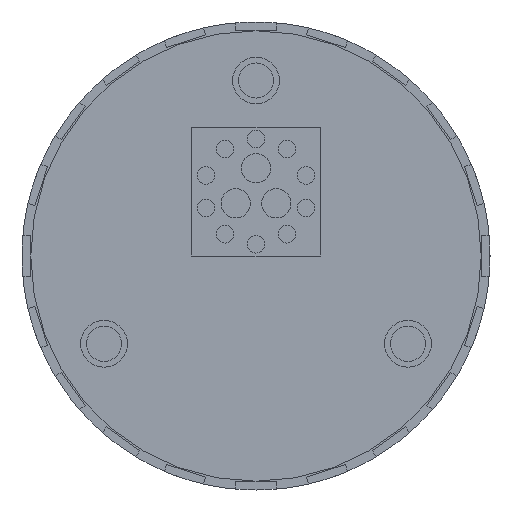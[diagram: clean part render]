
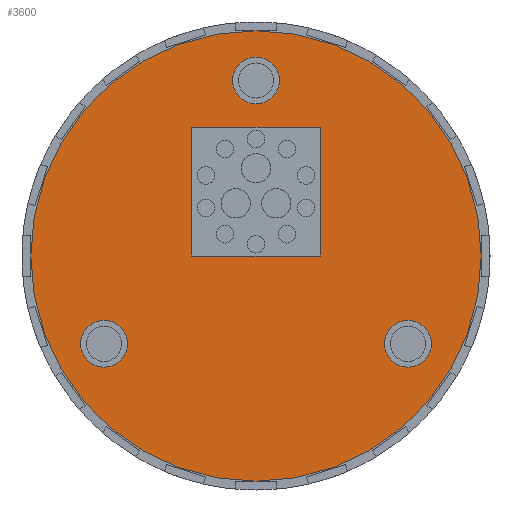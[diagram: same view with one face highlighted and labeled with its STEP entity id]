
A CAD part, front view. The second image highlights one B-rep face of the part: STEP entity #3600.
In plain terms, the highlighted planar face has unit normal (0, -1, 0).
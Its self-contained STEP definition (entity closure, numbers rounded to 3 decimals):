
#43 = EDGE_LOOP ( 'NONE', ( #3266, #2718 ) ) ;
#60 = ORIENTED_EDGE ( 'NONE', *, *, #3263, .F. ) ;
#87 = CARTESIAN_POINT ( 'NONE',  ( 12.99, 0., -7.5 ) ) ;
#119 = AXIS2_PLACEMENT_3D ( 'NONE', #87, #3651, #613 ) ;
#172 = DIRECTION ( 'NONE',  ( 0., 0., 1. ) ) ;
#257 = CIRCLE ( 'NONE', #5614, 19.25 ) ;
#308 = EDGE_CURVE ( 'NONE', #3107, #545, #6098, .T. ) ;
#339 = DIRECTION ( 'NONE',  ( 1., 0., 0. ) ) ;
#432 = CIRCLE ( 'NONE', #2223, 19.25 ) ;
#478 = EDGE_CURVE ( 'NONE', #5213, #5918, #4338, .T. ) ;
#545 = VERTEX_POINT ( 'NONE', #1131 ) ;
#605 = CARTESIAN_POINT ( 'NONE',  ( -12.99, 0., -7.5 ) ) ;
#613 = DIRECTION ( 'NONE',  ( 0., 0., -1. ) ) ;
#627 = VECTOR ( 'NONE', #2999, 1000. ) ;
#664 = CARTESIAN_POINT ( 'NONE',  ( 0., 0., 19.25 ) ) ;
#675 = ORIENTED_EDGE ( 'NONE', *, *, #4818, .F. ) ;
#690 = VECTOR ( 'NONE', #339, 1000. ) ;
#781 = CARTESIAN_POINT ( 'NONE',  ( 0., 0., 0. ) ) ;
#890 = LINE ( 'NONE', #5543, #4617 ) ;
#968 = VECTOR ( 'NONE', #2683, 1000. ) ;
#996 = DIRECTION ( 'NONE',  ( 0., 0., -1. ) ) ;
#1127 = DIRECTION ( 'NONE',  ( 0., 0., -1. ) ) ;
#1131 = CARTESIAN_POINT ( 'NONE',  ( -12.99, 0., -5.5 ) ) ;
#1177 = VERTEX_POINT ( 'NONE', #664 ) ;
#1239 = ORIENTED_EDGE ( 'NONE', *, *, #2751, .F. ) ;
#1272 = EDGE_CURVE ( 'NONE', #6414, #1177, #432, .T. ) ;
#1273 = VERTEX_POINT ( 'NONE', #3783 ) ;
#1367 = CARTESIAN_POINT ( 'NONE',  ( -5.5, 0., 0. ) ) ;
#1484 = VERTEX_POINT ( 'NONE', #4456 ) ;
#1541 = AXIS2_PLACEMENT_3D ( 'NONE', #605, #4154, #1127 ) ;
#1553 = EDGE_LOOP ( 'NONE', ( #4132, #3552 ) ) ;
#1637 = EDGE_CURVE ( 'NONE', #5264, #1273, #2120, .T. ) ;
#1638 = DIRECTION ( 'NONE',  ( 0., -1., 0. ) ) ;
#1741 = ORIENTED_EDGE ( 'NONE', *, *, #308, .F. ) ;
#1753 = CARTESIAN_POINT ( 'NONE',  ( 0., 0., 15. ) ) ;
#1763 = DIRECTION ( 'NONE',  ( 0., 1., 0. ) ) ;
#1994 = CARTESIAN_POINT ( 'NONE',  ( 0., 0., 15. ) ) ;
#2120 = CIRCLE ( 'NONE', #119, 2. ) ;
#2223 = AXIS2_PLACEMENT_3D ( 'NONE', #4804, #1763, #5306 ) ;
#2273 = DIRECTION ( 'NONE',  ( 0., 0., -1. ) ) ;
#2322 = LINE ( 'NONE', #4704, #968 ) ;
#2388 = AXIS2_PLACEMENT_3D ( 'NONE', #1753, #5297, #2273 ) ;
#2495 = FACE_OUTER_BOUND ( 'NONE', #43, .T. ) ;
#2500 = DIRECTION ( 'NONE',  ( 0., 0., -1. ) ) ;
#2522 = CARTESIAN_POINT ( 'NONE',  ( 0., 0., -19.25 ) ) ;
#2666 = FACE_BOUND ( 'NONE', #5780, .T. ) ;
#2683 = DIRECTION ( 'NONE',  ( -1., 0., 0. ) ) ;
#2718 = ORIENTED_EDGE ( 'NONE', *, *, #6152, .F. ) ;
#2751 = EDGE_CURVE ( 'NONE', #3242, #5213, #5908, .T. ) ;
#2839 = CARTESIAN_POINT ( 'NONE',  ( 12.99, 0., -5.5 ) ) ;
#2871 = VERTEX_POINT ( 'NONE', #3017 ) ;
#2972 = CIRCLE ( 'NONE', #2388, 2. ) ;
#2999 = DIRECTION ( 'NONE',  ( 0., 0., 1. ) ) ;
#3017 = CARTESIAN_POINT ( 'NONE',  ( -5.5, 0., 11. ) ) ;
#3032 = CARTESIAN_POINT ( 'NONE',  ( 12.99, 0., -7.5 ) ) ;
#3069 = AXIS2_PLACEMENT_3D ( 'NONE', #781, #6379, #3344 ) ;
#3107 = VERTEX_POINT ( 'NONE', #5407 ) ;
#3174 = ORIENTED_EDGE ( 'NONE', *, *, #6073, .F. ) ;
#3227 = DIRECTION ( 'NONE',  ( 0., 1., 0. ) ) ;
#3242 = VERTEX_POINT ( 'NONE', #6038 ) ;
#3263 = EDGE_CURVE ( 'NONE', #1273, #5264, #6479, .T. ) ;
#3266 = ORIENTED_EDGE ( 'NONE', *, *, #1272, .F. ) ;
#3320 = AXIS2_PLACEMENT_3D ( 'NONE', #3032, #6590, #3532 ) ;
#3344 = DIRECTION ( 'NONE',  ( 0., 0., 1. ) ) ;
#3532 = DIRECTION ( 'NONE',  ( 0., 0., -1. ) ) ;
#3552 = ORIENTED_EDGE ( 'NONE', *, *, #3726, .F. ) ;
#3600 = ADVANCED_FACE ( 'NONE', ( #5200, #6563, #2666, #3837, #2495 ), #5853, .F. ) ;
#3651 = DIRECTION ( 'NONE',  ( 0., -1., 0. ) ) ;
#3726 = EDGE_CURVE ( 'NONE', #1484, #6203, #5755, .T. ) ;
#3783 = CARTESIAN_POINT ( 'NONE',  ( 12.99, 0., -9.5 ) ) ;
#3837 = FACE_BOUND ( 'NONE', #1553, .T. ) ;
#4132 = ORIENTED_EDGE ( 'NONE', *, *, #5173, .F. ) ;
#4154 = DIRECTION ( 'NONE',  ( 0., -1., 0. ) ) ;
#4338 = LINE ( 'NONE', #5003, #627 ) ;
#4456 = CARTESIAN_POINT ( 'NONE',  ( 0., 0., 17. ) ) ;
#4526 = AXIS2_PLACEMENT_3D ( 'NONE', #4675, #1638, #5180 ) ;
#4542 = CARTESIAN_POINT ( 'NONE',  ( 5.5, 0., 11. ) ) ;
#4574 = ORIENTED_EDGE ( 'NONE', *, *, #4661, .F. ) ;
#4617 = VECTOR ( 'NONE', #996, 1000. ) ;
#4661 = EDGE_CURVE ( 'NONE', #2871, #3242, #890, .T. ) ;
#4675 = CARTESIAN_POINT ( 'NONE',  ( -12.99, 0., -7.5 ) ) ;
#4704 = CARTESIAN_POINT ( 'NONE',  ( -5.5, 0., 11. ) ) ;
#4796 = CIRCLE ( 'NONE', #1541, 2. ) ;
#4804 = CARTESIAN_POINT ( 'NONE',  ( 0., 0., 0. ) ) ;
#4814 = CARTESIAN_POINT ( 'NONE',  ( 5.5, 0., 0. ) ) ;
#4818 = EDGE_CURVE ( 'NONE', #5918, #2871, #2322, .T. ) ;
#4924 = ORIENTED_EDGE ( 'NONE', *, *, #478, .F. ) ;
#5003 = CARTESIAN_POINT ( 'NONE',  ( 5.5, 0., 11. ) ) ;
#5173 = EDGE_CURVE ( 'NONE', #6203, #1484, #2972, .T. ) ;
#5180 = DIRECTION ( 'NONE',  ( 0., 0., -1. ) ) ;
#5200 = FACE_BOUND ( 'NONE', #5453, .T. ) ;
#5213 = VERTEX_POINT ( 'NONE', #4814 ) ;
#5264 = VERTEX_POINT ( 'NONE', #2839 ) ;
#5297 = DIRECTION ( 'NONE',  ( 0., -1., 0. ) ) ;
#5306 = DIRECTION ( 'NONE',  ( 0., 0., 1. ) ) ;
#5389 = ORIENTED_EDGE ( 'NONE', *, *, #1637, .F. ) ;
#5407 = CARTESIAN_POINT ( 'NONE',  ( -12.99, 0., -9.5 ) ) ;
#5444 = EDGE_LOOP ( 'NONE', ( #1741, #3174 ) ) ;
#5453 = EDGE_LOOP ( 'NONE', ( #675, #4924, #1239, #4574 ) ) ;
#5524 = DIRECTION ( 'NONE',  ( 0., -1., 0. ) ) ;
#5543 = CARTESIAN_POINT ( 'NONE',  ( -5.5, 0., 11. ) ) ;
#5614 = AXIS2_PLACEMENT_3D ( 'NONE', #6273, #3227, #172 ) ;
#5755 = CIRCLE ( 'NONE', #6474, 2. ) ;
#5780 = EDGE_LOOP ( 'NONE', ( #60, #5389 ) ) ;
#5853 = PLANE ( 'NONE',  #3069 ) ;
#5868 = CARTESIAN_POINT ( 'NONE',  ( 0., 0., 13. ) ) ;
#5908 = LINE ( 'NONE', #1367, #690 ) ;
#5918 = VERTEX_POINT ( 'NONE', #4542 ) ;
#6038 = CARTESIAN_POINT ( 'NONE',  ( -5.5, 0., 0. ) ) ;
#6073 = EDGE_CURVE ( 'NONE', #545, #3107, #4796, .T. ) ;
#6098 = CIRCLE ( 'NONE', #4526, 2. ) ;
#6152 = EDGE_CURVE ( 'NONE', #1177, #6414, #257, .T. ) ;
#6203 = VERTEX_POINT ( 'NONE', #5868 ) ;
#6273 = CARTESIAN_POINT ( 'NONE',  ( 0., 0., 0. ) ) ;
#6379 = DIRECTION ( 'NONE',  ( 0., 1., 0. ) ) ;
#6414 = VERTEX_POINT ( 'NONE', #2522 ) ;
#6474 = AXIS2_PLACEMENT_3D ( 'NONE', #1994, #5524, #2500 ) ;
#6479 = CIRCLE ( 'NONE', #3320, 2. ) ;
#6563 = FACE_BOUND ( 'NONE', #5444, .T. ) ;
#6590 = DIRECTION ( 'NONE',  ( 0., -1., 0. ) ) ;
